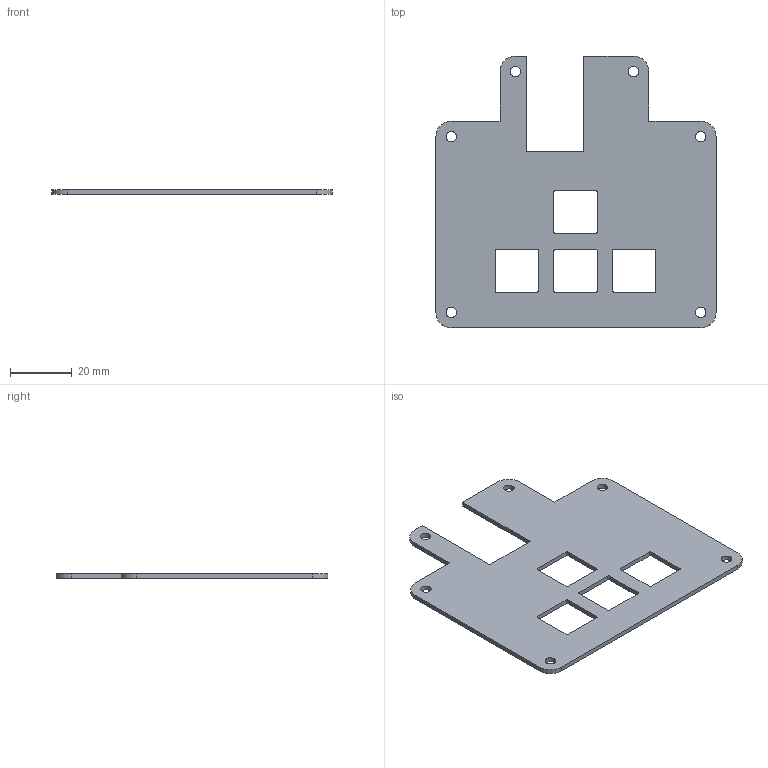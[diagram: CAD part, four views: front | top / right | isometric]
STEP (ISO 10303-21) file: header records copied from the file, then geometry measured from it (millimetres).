
FILE_DESCRIPTION(/* description */ (''),/* implementation_level */ '2;1');
FILE_NAME(/* name */ 'Top Case.step',/* time_stamp */ '2025-07-08T23:44:52-06:00',/* author */ (''),/* organization */ (''),/* preprocessor_version */ 'ST-DEVELOPER v20.1',/* originating_system */ 'Autodesk Translation Framework v14.10.0.0',/* authorisation */ '');
FILE_SCHEMA (('AUTOMOTIVE_DESIGN { 1 0 10303 214 3 1 1 }'));
Length unit declared in the file: millimetre
Products named in the file (1): 2025-07-08-23-44-51-976
Bounding box: 90.85 x 88.09 x 1.5 mm (x, y, z)
Volume: 8492.3 mm3; surface area: 12369.7 mm2
Topology: 1 solids, 1 shells, 243 faces, 678 edges, 452 vertices
Faces by surface type: bspline 129, plane 86, cylinder 28
Full cylindrical faces by diameter (mm): 3.4 x6
Entity records: 9051 total; most frequent: CARTESIAN_POINT 3567, ORIENTED_EDGE 1356, DIRECTION 706, EDGE_CURVE 678, VERTEX_POINT 452, LINE 364, VECTOR 364, EDGE_LOOP 278
